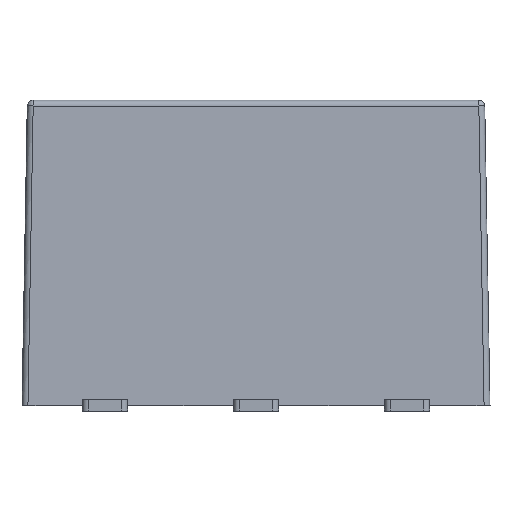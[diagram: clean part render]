
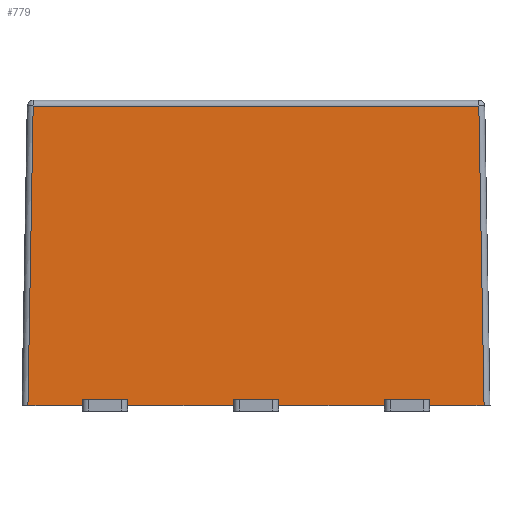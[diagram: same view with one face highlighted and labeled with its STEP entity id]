
A CAD part, top view. The second image highlights one B-rep face of the part: STEP entity #779.
In plain terms, the highlighted planar face has unit normal (0, 0.018, 1).
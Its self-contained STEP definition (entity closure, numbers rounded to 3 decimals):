
#18 = ORIENTED_EDGE ( 'NONE', *, *, #1949, .F. ) ;
#38 = CARTESIAN_POINT ( 'NONE',  ( 0.38, 0.1, 2.793 ) ) ;
#50 = VECTOR ( 'NONE', #2310, 1000. ) ;
#73 = EDGE_CURVE ( 'NONE', #1285, #2384, #1191, .T. ) ;
#91 = CARTESIAN_POINT ( 'NONE',  ( 0.38, 0., 2.795 ) ) ;
#190 = DIRECTION ( 'NONE',  ( -0.017, -1., 0.017 ) ) ;
#255 = DIRECTION ( 'NONE',  ( 0., -1., 0.017 ) ) ;
#272 = VERTEX_POINT ( 'NONE', #2064 ) ;
#286 = EDGE_CURVE ( 'NONE', #2486, #1831, #2103, .T. ) ;
#295 = EDGE_CURVE ( 'NONE', #2486, #1449, #1901, .T. ) ;
#307 = LINE ( 'NONE', #982, #2659 ) ;
#314 = CARTESIAN_POINT ( 'NONE',  ( -3.935, 0., 2.795 ) ) ;
#329 = DIRECTION ( 'NONE',  ( 1., 0., 0. ) ) ;
#335 = DIRECTION ( 'NONE',  ( 0., 1., -0.017 ) ) ;
#337 = LINE ( 'NONE', #91, #1072 ) ;
#368 = CARTESIAN_POINT ( 'NONE',  ( 3.747, 5.032, 2.707 ) ) ;
#438 = AXIS2_PLACEMENT_3D ( 'NONE', #2427, #940, #255 ) ;
#439 = DIRECTION ( 'NONE',  ( 1., 0., 0. ) ) ;
#483 = VECTOR ( 'NONE', #1923, 1000. ) ;
#501 = DIRECTION ( 'NONE',  ( -0.017, 1., -0.017 ) ) ;
#509 = CARTESIAN_POINT ( 'NONE',  ( -2.92, 0., 2.795 ) ) ;
#521 = VERTEX_POINT ( 'NONE', #705 ) ;
#556 = LINE ( 'NONE', #764, #2470 ) ;
#578 = ORIENTED_EDGE ( 'NONE', *, *, #1297, .F. ) ;
#600 = LINE ( 'NONE', #1950, #2219 ) ;
#632 = ORIENTED_EDGE ( 'NONE', *, *, #295, .T. ) ;
#649 = VERTEX_POINT ( 'NONE', #1970 ) ;
#658 = CARTESIAN_POINT ( 'NONE',  ( -3.835, 0., 2.795 ) ) ;
#674 = LINE ( 'NONE', #757, #2590 ) ;
#694 = CARTESIAN_POINT ( 'NONE',  ( -2.92, 0., 2.795 ) ) ;
#705 = CARTESIAN_POINT ( 'NONE',  ( 2.92, 0.1, 2.793 ) ) ;
#711 = ORIENTED_EDGE ( 'NONE', *, *, #1806, .F. ) ;
#728 = CARTESIAN_POINT ( 'NONE',  ( 2.92, 0., 2.795 ) ) ;
#757 = CARTESIAN_POINT ( 'NONE',  ( -0.38, 0., 2.795 ) ) ;
#761 = EDGE_LOOP ( 'NONE', ( #2349, #2796, #1172, #1209, #2512, #2820, #2323, #1811, #632, #711, #1313, #578, #2628, #2415, #1797, #18 ) ) ;
#764 = CARTESIAN_POINT ( 'NONE',  ( -3.935, 0.1, 2.793 ) ) ;
#779 = ADVANCED_FACE ( 'NONE', ( #1125 ), #1789, .T. ) ;
#796 = CARTESIAN_POINT ( 'NONE',  ( -3.935, 0., 2.795 ) ) ;
#818 = EDGE_CURVE ( 'NONE', #1671, #2392, #2664, .T. ) ;
#827 = DIRECTION ( 'NONE',  ( 1., 0., 0. ) ) ;
#914 = CARTESIAN_POINT ( 'NONE',  ( 2.16, 0., 2.795 ) ) ;
#940 = DIRECTION ( 'NONE',  ( 0., 0.017, 1. ) ) ;
#982 = CARTESIAN_POINT ( 'NONE',  ( -3.935, 0., 2.795 ) ) ;
#992 = LINE ( 'NONE', #1872, #50 ) ;
#1072 = VECTOR ( 'NONE', #1384, 1000. ) ;
#1124 = LINE ( 'NONE', #1943, #1288 ) ;
#1125 = FACE_OUTER_BOUND ( 'NONE', #761, .T. ) ;
#1135 = EDGE_CURVE ( 'NONE', #1831, #1671, #556, .T. ) ;
#1172 = ORIENTED_EDGE ( 'NONE', *, *, #1357, .T. ) ;
#1186 = CARTESIAN_POINT ( 'NONE',  ( 3.835, 0., 2.795 ) ) ;
#1187 = EDGE_CURVE ( 'NONE', #649, #2623, #307, .T. ) ;
#1191 = LINE ( 'NONE', #1850, #1280 ) ;
#1196 = LINE ( 'NONE', #1210, #1937 ) ;
#1209 = ORIENTED_EDGE ( 'NONE', *, *, #2539, .T. ) ;
#1210 = CARTESIAN_POINT ( 'NONE',  ( 3.833, 0.136, 2.793 ) ) ;
#1280 = VECTOR ( 'NONE', #2710, 1000. ) ;
#1285 = VERTEX_POINT ( 'NONE', #728 ) ;
#1288 = VECTOR ( 'NONE', #2633, 1000. ) ;
#1297 = EDGE_CURVE ( 'NONE', #649, #1525, #337, .T. ) ;
#1299 = DIRECTION ( 'NONE',  ( -1., 0., 0. ) ) ;
#1313 = ORIENTED_EDGE ( 'NONE', *, *, #1744, .F. ) ;
#1314 = EDGE_CURVE ( 'NONE', #2384, #1642, #1196, .T. ) ;
#1315 = VECTOR ( 'NONE', #335, 1000. ) ;
#1321 = LINE ( 'NONE', #2414, #2814 ) ;
#1343 = CARTESIAN_POINT ( 'NONE',  ( -0.38, 0., 2.795 ) ) ;
#1357 = EDGE_CURVE ( 'NONE', #1642, #2473, #992, .T. ) ;
#1384 = DIRECTION ( 'NONE',  ( 0., 1., -0.017 ) ) ;
#1449 = VERTEX_POINT ( 'NONE', #1343 ) ;
#1497 = VECTOR ( 'NONE', #329, 1000. ) ;
#1525 = VERTEX_POINT ( 'NONE', #38 ) ;
#1581 = VECTOR ( 'NONE', #190, 1000. ) ;
#1586 = VECTOR ( 'NONE', #827, 1000. ) ;
#1642 = VERTEX_POINT ( 'NONE', #368 ) ;
#1671 = VERTEX_POINT ( 'NONE', #2109 ) ;
#1744 = EDGE_CURVE ( 'NONE', #1525, #272, #600, .T. ) ;
#1762 = EDGE_CURVE ( 'NONE', #2455, #2623, #2374, .T. ) ;
#1789 = PLANE ( 'NONE',  #438 ) ;
#1797 = ORIENTED_EDGE ( 'NONE', *, *, #2171, .T. ) ;
#1806 = EDGE_CURVE ( 'NONE', #272, #1449, #674, .T. ) ;
#1811 = ORIENTED_EDGE ( 'NONE', *, *, #286, .F. ) ;
#1831 = VERTEX_POINT ( 'NONE', #2406 ) ;
#1850 = CARTESIAN_POINT ( 'NONE',  ( -3.935, 0., 2.795 ) ) ;
#1872 = CARTESIAN_POINT ( 'NONE',  ( -3.845, 5.032, 2.707 ) ) ;
#1901 = LINE ( 'NONE', #796, #1586 ) ;
#1923 = DIRECTION ( 'NONE',  ( 0., -1., 0.017 ) ) ;
#1937 = VECTOR ( 'NONE', #501, 1000. ) ;
#1943 = CARTESIAN_POINT ( 'NONE',  ( 2.92, 0., 2.795 ) ) ;
#1949 = EDGE_CURVE ( 'NONE', #1285, #521, #1124, .T. ) ;
#1950 = CARTESIAN_POINT ( 'NONE',  ( -3.935, 0.1, 2.793 ) ) ;
#1963 = CARTESIAN_POINT ( 'NONE',  ( -2.16, 0., 2.795 ) ) ;
#1970 = CARTESIAN_POINT ( 'NONE',  ( 0.38, 0., 2.795 ) ) ;
#2013 = DIRECTION ( 'NONE',  ( 0., -1., 0.017 ) ) ;
#2064 = CARTESIAN_POINT ( 'NONE',  ( -0.38, 0.1, 2.793 ) ) ;
#2103 = LINE ( 'NONE', #2308, #1315 ) ;
#2109 = CARTESIAN_POINT ( 'NONE',  ( -2.92, 0.1, 2.793 ) ) ;
#2153 = CARTESIAN_POINT ( 'NONE',  ( 2.16, 0., 2.795 ) ) ;
#2166 = CARTESIAN_POINT ( 'NONE',  ( -3.835, -0.002, 2.795 ) ) ;
#2171 = EDGE_CURVE ( 'NONE', #2455, #521, #1321, .T. ) ;
#2219 = VECTOR ( 'NONE', #1299, 1000. ) ;
#2308 = CARTESIAN_POINT ( 'NONE',  ( -2.16, 0., 2.795 ) ) ;
#2310 = DIRECTION ( 'NONE',  ( -1., 0., 0. ) ) ;
#2323 = ORIENTED_EDGE ( 'NONE', *, *, #1135, .F. ) ;
#2349 = ORIENTED_EDGE ( 'NONE', *, *, #73, .T. ) ;
#2374 = LINE ( 'NONE', #2153, #483 ) ;
#2384 = VERTEX_POINT ( 'NONE', #1186 ) ;
#2391 = CARTESIAN_POINT ( 'NONE',  ( -3.747, 5.032, 2.707 ) ) ;
#2392 = VERTEX_POINT ( 'NONE', #509 ) ;
#2406 = CARTESIAN_POINT ( 'NONE',  ( -2.16, 0.1, 2.793 ) ) ;
#2414 = CARTESIAN_POINT ( 'NONE',  ( -3.935, 0.1, 2.793 ) ) ;
#2415 = ORIENTED_EDGE ( 'NONE', *, *, #1762, .F. ) ;
#2427 = CARTESIAN_POINT ( 'NONE',  ( -3.935, 0., 2.795 ) ) ;
#2455 = VERTEX_POINT ( 'NONE', #2542 ) ;
#2470 = VECTOR ( 'NONE', #2524, 1000. ) ;
#2473 = VERTEX_POINT ( 'NONE', #2391 ) ;
#2484 = LINE ( 'NONE', #314, #1497 ) ;
#2486 = VERTEX_POINT ( 'NONE', #1963 ) ;
#2506 = DIRECTION ( 'NONE',  ( 1., 0., 0. ) ) ;
#2512 = ORIENTED_EDGE ( 'NONE', *, *, #2713, .T. ) ;
#2524 = DIRECTION ( 'NONE',  ( -1., 0., 0. ) ) ;
#2534 = VERTEX_POINT ( 'NONE', #658 ) ;
#2539 = EDGE_CURVE ( 'NONE', #2473, #2534, #2834, .T. ) ;
#2542 = CARTESIAN_POINT ( 'NONE',  ( 2.16, 0.1, 2.793 ) ) ;
#2590 = VECTOR ( 'NONE', #2715, 1000. ) ;
#2623 = VERTEX_POINT ( 'NONE', #914 ) ;
#2628 = ORIENTED_EDGE ( 'NONE', *, *, #1187, .T. ) ;
#2633 = DIRECTION ( 'NONE',  ( 0., 1., -0.017 ) ) ;
#2659 = VECTOR ( 'NONE', #2506, 1000. ) ;
#2664 = LINE ( 'NONE', #694, #2813 ) ;
#2710 = DIRECTION ( 'NONE',  ( 1., 0., 0. ) ) ;
#2713 = EDGE_CURVE ( 'NONE', #2534, #2392, #2484, .T. ) ;
#2715 = DIRECTION ( 'NONE',  ( 0., -1., 0.017 ) ) ;
#2796 = ORIENTED_EDGE ( 'NONE', *, *, #1314, .T. ) ;
#2813 = VECTOR ( 'NONE', #2013, 1000. ) ;
#2814 = VECTOR ( 'NONE', #439, 1000. ) ;
#2820 = ORIENTED_EDGE ( 'NONE', *, *, #818, .F. ) ;
#2834 = LINE ( 'NONE', #2166, #1581 ) ;
